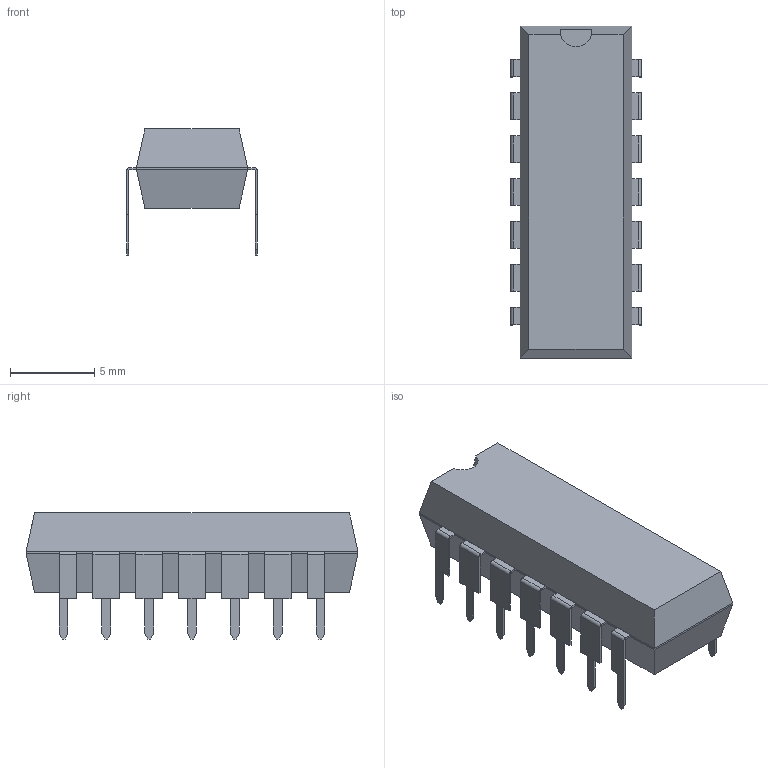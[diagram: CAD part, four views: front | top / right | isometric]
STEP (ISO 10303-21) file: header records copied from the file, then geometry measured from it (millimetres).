
FILE_DESCRIPTION(('FreeCAD Model'),'2;1');
FILE_NAME('Open CASCADE Shape Model','2021-12-24T12:03:32',( 'kicad StepUp'),('ksu MCAD'),'Open CASCADE STEP processor 7.5', 'FreeCAD','Unknown');
FILE_SCHEMA(('AUTOMOTIVE_DESIGN { 1 0 10303 214 1 1 1 1 }'));
Length unit declared in the file: millimetre
Products named in the file (1): DIP762W53P254L1969H508Q14B_v1_cp
Bounding box: 7.74 x 19.69 x 7.48 mm (x, y, z)
Volume: 559.3 mm3; surface area: 640.9 mm2
Topology: 29 solids, 29 shells, 268 faces, 622 edges, 412 vertices
Faces by surface type: plane 239, cylinder 29
Entity records: 9598 total; most frequent: CARTESIAN_POINT 1303, ORIENTED_EDGE 1244, DIRECTION 1220, EDGE_CURVE 622, LINE 562, VECTOR 562, VERTEX_POINT 412, AXIS2_PLACEMENT_3D 329
